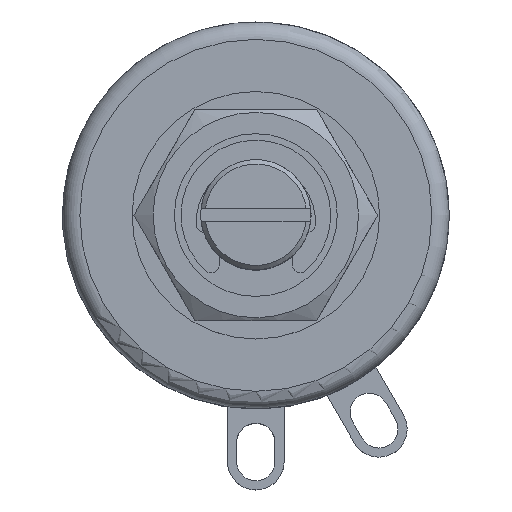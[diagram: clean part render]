
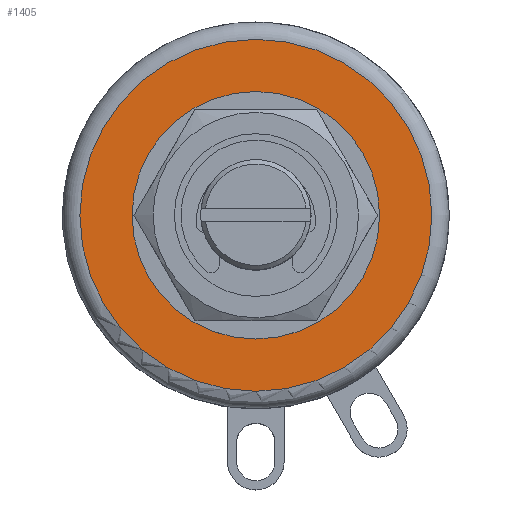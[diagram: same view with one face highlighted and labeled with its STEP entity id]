
A CAD part, top view. The second image highlights one B-rep face of the part: STEP entity #1405.
In plain terms, the highlighted planar face has unit normal (0, 0, 1).
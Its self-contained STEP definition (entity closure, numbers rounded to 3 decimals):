
#1295=CARTESIAN_POINT('',(10.11,0.,2.003));
#1296=VERTEX_POINT('',#1295);
#1297=CARTESIAN_POINT('',(0.0,0.0,2.003));
#1298=DIRECTION('',(0.0,0.0,-1.0));
#1299=DIRECTION('',(-1.0,0.0,0.0));
#1300=AXIS2_PLACEMENT_3D('',#1297,#1298,#1299);
#1301=CIRCLE('',#1300,10.11);
#1302=EDGE_CURVE('',#1296,#1296,#1301,.T.);
#1397=CARTESIAN_POINT('',(0.0,0.0,2.003));
#1398=DIRECTION('',(0.0,0.0,-1.0));
#1399=DIRECTION('',(-1.0,0.0,0.0));
#1400=AXIS2_PLACEMENT_3D('',#1397,#1398,#1399);
#1401=PLANE('',#1400);
#1402=ORIENTED_EDGE('',*,*,#1302,.F.);
#1403=EDGE_LOOP('',(#1402));
#1404=FACE_OUTER_BOUND('',#1403,.T.);
#1405=ADVANCED_FACE('',(#1404),#1401,.F.);
